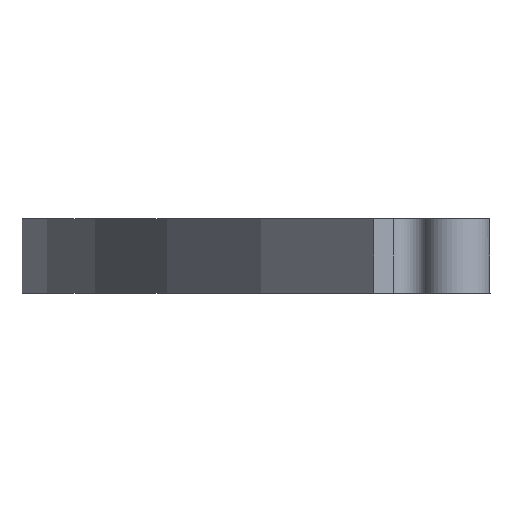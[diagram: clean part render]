
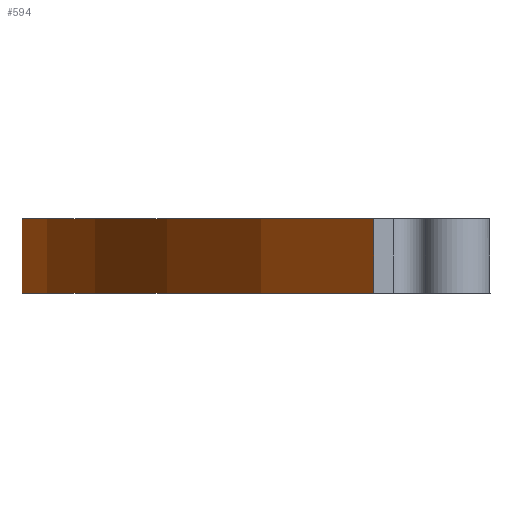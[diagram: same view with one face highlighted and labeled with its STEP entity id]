
A CAD part, left-side view. The second image highlights one B-rep face of the part: STEP entity #594.
In plain terms, the highlighted cylindrical face has radius 262 mm (diameter 524 mm), a partial arc.
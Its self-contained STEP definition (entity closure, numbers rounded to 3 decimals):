
#119=CARTESIAN_POINT('',(0.,-246.,0.));
#120=DIRECTION('',(0.,0.,1.));
#121=DIRECTION('',(0.707,0.708,0.));
#122=AXIS2_PLACEMENT_3D('',#119,#120,#121);
#260=DIRECTION('',(0.,0.,1.));
#261=VECTOR('',#260,16.);
#262=CARTESIAN_POINT('',(185.121,-60.597,0.));
#263=LINE('',#262,#261);
#267=DIRECTION('',(0.,0.,-1.));
#268=VECTOR('',#267,16.);
#269=CARTESIAN_POINT('',(-185.121,-60.597,16.));
#270=LINE('',#269,#268);
#344=CARTESIAN_POINT('',(0.,-246.,16.));
#345=DIRECTION('',(0.,0.,-1.));
#346=DIRECTION('',(-0.707,0.708,0.));
#347=AXIS2_PLACEMENT_3D('',#344,#345,#346);
#468=CARTESIAN_POINT('',(185.121,-60.597,0.));
#469=CARTESIAN_POINT('',(-185.121,-60.597,0.));
#470=VERTEX_POINT('',#468);
#471=VERTEX_POINT('',#469);
#504=CARTESIAN_POINT('',(185.121,-60.597,16.));
#505=VERTEX_POINT('',#504);
#506=CARTESIAN_POINT('',(-185.121,-60.597,16.));
#507=VERTEX_POINT('',#506);
#580=CARTESIAN_POINT('',(0.,-246.,0.));
#581=DIRECTION('',(0.,0.,1.));
#582=DIRECTION('',(1.,0.,0.));
#583=AXIS2_PLACEMENT_3D('',#580,#581,#582);
#584=CYLINDRICAL_SURFACE('',#583,262.);
#585=ORIENTED_EDGE('',*,*,#541,.F.);
#587=ORIENTED_EDGE('',*,*,#586,.T.);
#589=ORIENTED_EDGE('',*,*,#588,.F.);
#591=ORIENTED_EDGE('',*,*,#590,.T.);
#592=EDGE_LOOP('',(#585,#587,#589,#591));
#593=FACE_OUTER_BOUND('',#592,.F.);
#123=CIRCLE('',#122,262.);
#348=CIRCLE('',#347,262.);
#541=EDGE_CURVE('',#470,#471,#123,.T.);
#586=EDGE_CURVE('',#470,#505,#263,.T.);
#588=EDGE_CURVE('',#507,#505,#348,.T.);
#590=EDGE_CURVE('',#507,#471,#270,.T.);
#594=ADVANCED_FACE('',(#593),#584,.T.);
